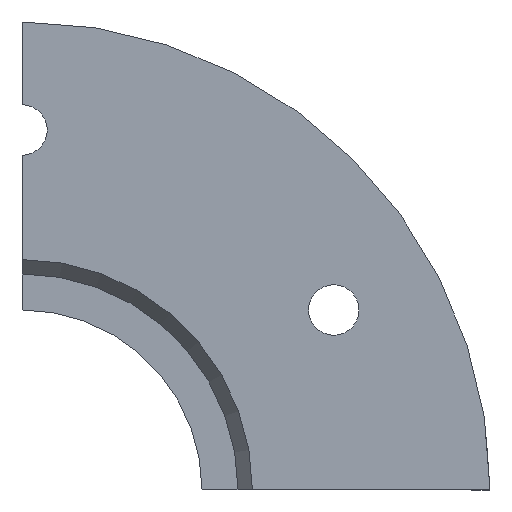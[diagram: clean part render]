
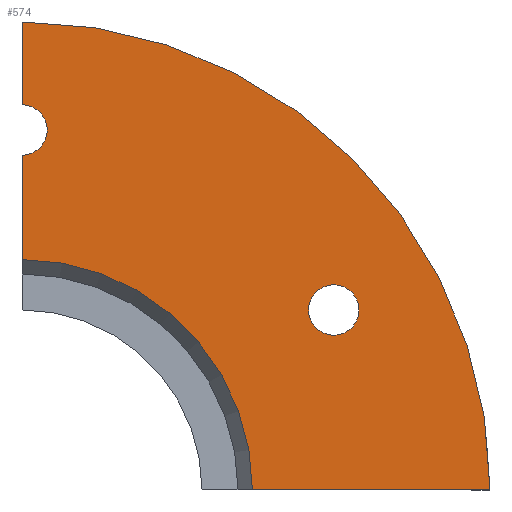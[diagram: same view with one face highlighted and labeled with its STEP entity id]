
A CAD part, front view. The second image highlights one B-rep face of the part: STEP entity #574.
In plain terms, the highlighted planar face has unit normal (0, -1, 0).
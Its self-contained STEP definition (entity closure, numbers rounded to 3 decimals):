
#22 = PLANE ( 'NONE',  #67 ) ;
#23 = DIRECTION ( 'NONE',  ( 0., 0., -1. ) ) ;
#32 = VECTOR ( 'NONE', #23, 1000. ) ;
#33 = DIRECTION ( 'NONE',  ( 1., 0., 0. ) ) ;
#34 = DIRECTION ( 'NONE',  ( 0., 0., -1. ) ) ;
#37 = EDGE_CURVE ( 'NONE', #627, #763, #694, .T. ) ;
#38 = ORIENTED_EDGE ( 'NONE', *, *, #178, .T. ) ;
#67 = AXIS2_PLACEMENT_3D ( 'NONE', #411, #413, #476 ) ;
#74 = ORIENTED_EDGE ( 'NONE', *, *, #671, .T. ) ;
#93 = DIRECTION ( 'NONE',  ( 0., 1., 0. ) ) ;
#99 = ORIENTED_EDGE ( 'NONE', *, *, #116, .T. ) ;
#104 = DIRECTION ( 'NONE',  ( 0., 0., -1. ) ) ;
#116 = EDGE_CURVE ( 'NONE', #753, #556, #654, .T. ) ;
#121 = DIRECTION ( 'NONE',  ( 0., 1., 0. ) ) ;
#131 = DIRECTION ( 'NONE',  ( 0., 0., 1. ) ) ;
#133 = DIRECTION ( 'NONE',  ( 0., 0., -1. ) ) ;
#134 = CARTESIAN_POINT ( 'NONE',  ( 43.301, 0., 25. ) ) ;
#161 = EDGE_CURVE ( 'NONE', #474, #753, #412, .T. ) ;
#178 = EDGE_CURVE ( 'NONE', #682, #682, #589, .T. ) ;
#207 = LINE ( 'NONE', #649, #348 ) ;
#221 = CARTESIAN_POINT ( 'NONE',  ( 0., 0., 65. ) ) ;
#222 = ORIENTED_EDGE ( 'NONE', *, *, #435, .T. ) ;
#252 = CARTESIAN_POINT ( 'NONE',  ( 0., 0., 53.5 ) ) ;
#254 = VERTEX_POINT ( 'NONE', #252 ) ;
#297 = CARTESIAN_POINT ( 'NONE',  ( 0., 0., 0. ) ) ;
#336 = AXIS2_PLACEMENT_3D ( 'NONE', #297, #490, #104 ) ;
#348 = VECTOR ( 'NONE', #133, 1000. ) ;
#374 = CIRCLE ( 'NONE', #685, 32. ) ;
#383 = CARTESIAN_POINT ( 'NONE',  ( 43.301, 0., 28.5 ) ) ;
#410 = CARTESIAN_POINT ( 'NONE',  ( 0., 0., 0. ) ) ;
#411 = CARTESIAN_POINT ( 'NONE',  ( 32., 0., 0. ) ) ;
#412 = LINE ( 'NONE', #673, #437 ) ;
#413 = DIRECTION ( 'NONE',  ( 0., -1., 0. ) ) ;
#416 = DIRECTION ( 'NONE',  ( 0., 1., 0. ) ) ;
#418 = DIRECTION ( 'NONE',  ( 0., 0., 1. ) ) ;
#435 = EDGE_CURVE ( 'NONE', #556, #254, #207, .T. ) ;
#437 = VECTOR ( 'NONE', #33, 1000. ) ;
#467 = CIRCLE ( 'NONE', #839, 3.5 ) ;
#474 = VERTEX_POINT ( 'NONE', #711 ) ;
#476 = DIRECTION ( 'NONE',  ( 0., 0., -1. ) ) ;
#480 = ORIENTED_EDGE ( 'NONE', *, *, #725, .T. ) ;
#488 = CARTESIAN_POINT ( 'NONE',  ( 0., 0., 32. ) ) ;
#490 = DIRECTION ( 'NONE',  ( 0., -1., 0. ) ) ;
#556 = VERTEX_POINT ( 'NONE', #221 ) ;
#574 = ADVANCED_FACE ( 'NONE', ( #738, #595 ), #22, .T. ) ;
#589 = CIRCLE ( 'NONE', #760, 3.5 ) ;
#595 = FACE_BOUND ( 'NONE', #781, .T. ) ;
#627 = VERTEX_POINT ( 'NONE', #658 ) ;
#649 = CARTESIAN_POINT ( 'NONE',  ( 0., 0., 0. ) ) ;
#654 = CIRCLE ( 'NONE', #336, 65. ) ;
#658 = CARTESIAN_POINT ( 'NONE',  ( 0., 0., 46.5 ) ) ;
#670 = CARTESIAN_POINT ( 'NONE',  ( 65., 0., 0. ) ) ;
#671 = EDGE_CURVE ( 'NONE', #254, #627, #467, .T. ) ;
#673 = CARTESIAN_POINT ( 'NONE',  ( 32., 0., 0. ) ) ;
#682 = VERTEX_POINT ( 'NONE', #383 ) ;
#685 = AXIS2_PLACEMENT_3D ( 'NONE', #807, #93, #34 ) ;
#694 = LINE ( 'NONE', #410, #32 ) ;
#704 = ORIENTED_EDGE ( 'NONE', *, *, #37, .T. ) ;
#711 = CARTESIAN_POINT ( 'NONE',  ( 32., 0., 0. ) ) ;
#716 = EDGE_LOOP ( 'NONE', ( #74, #704, #480, #778, #99, #222 ) ) ;
#725 = EDGE_CURVE ( 'NONE', #763, #474, #374, .T. ) ;
#738 = FACE_OUTER_BOUND ( 'NONE', #716, .T. ) ;
#753 = VERTEX_POINT ( 'NONE', #670 ) ;
#760 = AXIS2_PLACEMENT_3D ( 'NONE', #134, #121, #131 ) ;
#763 = VERTEX_POINT ( 'NONE', #488 ) ;
#778 = ORIENTED_EDGE ( 'NONE', *, *, #161, .T. ) ;
#781 = EDGE_LOOP ( 'NONE', ( #38 ) ) ;
#807 = CARTESIAN_POINT ( 'NONE',  ( 0., 0., 0. ) ) ;
#812 = CARTESIAN_POINT ( 'NONE',  ( 0., 0., 50. ) ) ;
#839 = AXIS2_PLACEMENT_3D ( 'NONE', #812, #416, #418 ) ;
